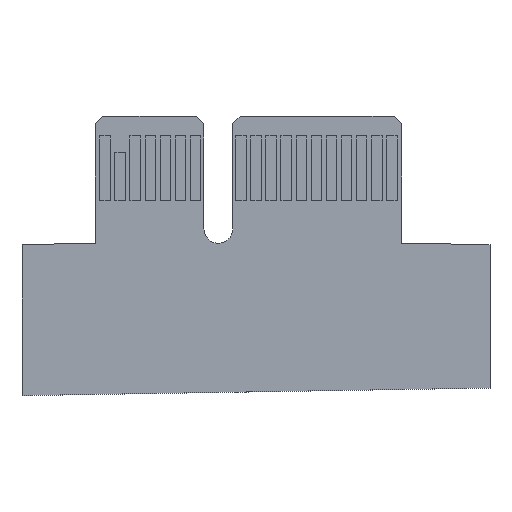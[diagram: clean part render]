
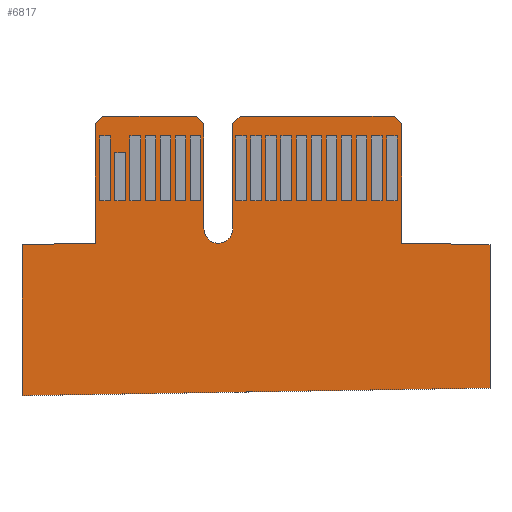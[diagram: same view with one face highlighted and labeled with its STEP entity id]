
A CAD part, top view. The second image highlights one B-rep face of the part: STEP entity #6817.
In plain terms, the highlighted planar face has unit normal (0, 0, 1).
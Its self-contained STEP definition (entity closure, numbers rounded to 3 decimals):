
#6270 = VERTEX_POINT('',#6271);
#6271 = CARTESIAN_POINT('',(72.05,-42.,1.6));
#6277 = EDGE_CURVE('',#6270,#6278,#6280,.T.);
#6278 = VERTEX_POINT('',#6279);
#6279 = CARTESIAN_POINT('',(72.05,-48.95,1.6));
#6280 = LINE('',#6281,#6282);
#6281 = CARTESIAN_POINT('',(72.05,-42.,1.6));
#6282 = VECTOR('',#6283,1.);
#6283 = DIRECTION('',(0.,-1.,0.));
#6308 = EDGE_CURVE('',#6278,#6309,#6311,.T.);
#6309 = VERTEX_POINT('',#6310);
#6310 = CARTESIAN_POINT('',(73.947,-49.05,1.6));
#6311 = CIRCLE('',#6312,0.951);
#6312 = AXIS2_PLACEMENT_3D('',#6313,#6314,#6315);
#6313 = CARTESIAN_POINT('',(73.001,-48.951,1.6));
#6314 = DIRECTION('',(0.,0.,1.));
#6315 = DIRECTION('',(-1.,0.002,-0.));
#6341 = EDGE_CURVE('',#6309,#6342,#6344,.T.);
#6342 = VERTEX_POINT('',#6343);
#6343 = CARTESIAN_POINT('',(73.95,-48.95,1.6));
#6344 = LINE('',#6345,#6346);
#6345 = CARTESIAN_POINT('',(73.947,-49.05,1.6));
#6346 = VECTOR('',#6347,1.);
#6347 = DIRECTION('',(0.026,1.,0.));
#6372 = EDGE_CURVE('',#6342,#6373,#6375,.T.);
#6373 = VERTEX_POINT('',#6374);
#6374 = CARTESIAN_POINT('',(73.95,-42.,1.6));
#6375 = LINE('',#6376,#6377);
#6376 = CARTESIAN_POINT('',(73.95,-48.95,1.6));
#6377 = VECTOR('',#6378,1.);
#6378 = DIRECTION('',(0.,1.,0.));
#6403 = EDGE_CURVE('',#6373,#6404,#6406,.T.);
#6404 = VERTEX_POINT('',#6405);
#6405 = CARTESIAN_POINT('',(74.45,-41.5,1.6));
#6406 = LINE('',#6407,#6408);
#6407 = CARTESIAN_POINT('',(73.95,-42.,1.6));
#6408 = VECTOR('',#6409,1.);
#6409 = DIRECTION('',(0.707,0.707,0.));
#6434 = EDGE_CURVE('',#6404,#6435,#6437,.T.);
#6435 = VERTEX_POINT('',#6436);
#6436 = CARTESIAN_POINT('',(84.65,-41.5,1.6));
#6437 = LINE('',#6438,#6439);
#6438 = CARTESIAN_POINT('',(74.45,-41.5,1.6));
#6439 = VECTOR('',#6440,1.);
#6440 = DIRECTION('',(1.,0.,0.));
#6465 = EDGE_CURVE('',#6435,#6466,#6468,.T.);
#6466 = VERTEX_POINT('',#6467);
#6467 = CARTESIAN_POINT('',(85.15,-42.,1.6));
#6468 = LINE('',#6469,#6470);
#6469 = CARTESIAN_POINT('',(84.65,-41.5,1.6));
#6470 = VECTOR('',#6471,1.);
#6471 = DIRECTION('',(0.707,-0.707,0.));
#6496 = EDGE_CURVE('',#6466,#6497,#6499,.T.);
#6497 = VERTEX_POINT('',#6498);
#6498 = CARTESIAN_POINT('',(85.15,-49.9,1.6));
#6499 = LINE('',#6500,#6501);
#6500 = CARTESIAN_POINT('',(85.15,-42.,1.6));
#6501 = VECTOR('',#6502,1.);
#6502 = DIRECTION('',(0.,-1.,0.));
#6527 = EDGE_CURVE('',#6497,#6528,#6530,.T.);
#6528 = VERTEX_POINT('',#6529);
#6529 = CARTESIAN_POINT('',(91.,-50.,1.6));
#6530 = LINE('',#6531,#6532);
#6531 = CARTESIAN_POINT('',(85.15,-49.9,1.6));
#6532 = VECTOR('',#6533,1.);
#6533 = DIRECTION('',(1.,-0.017,0.));
#6558 = EDGE_CURVE('',#6528,#6559,#6561,.T.);
#6559 = VERTEX_POINT('',#6560);
#6560 = CARTESIAN_POINT('',(91.,-59.5,1.6));
#6561 = LINE('',#6562,#6563);
#6562 = CARTESIAN_POINT('',(91.,-50.,1.6));
#6563 = VECTOR('',#6564,1.);
#6564 = DIRECTION('',(0.,-1.,0.));
#6589 = EDGE_CURVE('',#6559,#6590,#6592,.T.);
#6590 = VERTEX_POINT('',#6591);
#6591 = CARTESIAN_POINT('',(60.,-60.,1.6));
#6592 = LINE('',#6593,#6594);
#6593 = CARTESIAN_POINT('',(91.,-59.5,1.6));
#6594 = VECTOR('',#6595,1.);
#6595 = DIRECTION('',(-1.,-0.016,0.));
#6620 = EDGE_CURVE('',#6590,#6621,#6623,.T.);
#6621 = VERTEX_POINT('',#6622);
#6622 = CARTESIAN_POINT('',(60.,-50.,1.6));
#6623 = LINE('',#6624,#6625);
#6624 = CARTESIAN_POINT('',(60.,-60.,1.6));
#6625 = VECTOR('',#6626,1.);
#6626 = DIRECTION('',(0.,1.,0.));
#6651 = EDGE_CURVE('',#6621,#6652,#6654,.T.);
#6652 = VERTEX_POINT('',#6653);
#6653 = CARTESIAN_POINT('',(64.85,-49.9,1.6));
#6654 = LINE('',#6655,#6656);
#6655 = CARTESIAN_POINT('',(60.,-50.,1.6));
#6656 = VECTOR('',#6657,1.);
#6657 = DIRECTION('',(1.,0.021,0.));
#6682 = EDGE_CURVE('',#6652,#6683,#6685,.T.);
#6683 = VERTEX_POINT('',#6684);
#6684 = CARTESIAN_POINT('',(64.85,-42.,1.6));
#6685 = LINE('',#6686,#6687);
#6686 = CARTESIAN_POINT('',(64.85,-49.9,1.6));
#6687 = VECTOR('',#6688,1.);
#6688 = DIRECTION('',(0.,1.,0.));
#6713 = EDGE_CURVE('',#6683,#6714,#6716,.T.);
#6714 = VERTEX_POINT('',#6715);
#6715 = CARTESIAN_POINT('',(65.35,-41.5,1.6));
#6716 = LINE('',#6717,#6718);
#6717 = CARTESIAN_POINT('',(64.85,-42.,1.6));
#6718 = VECTOR('',#6719,1.);
#6719 = DIRECTION('',(0.707,0.707,0.));
#6744 = EDGE_CURVE('',#6714,#6745,#6747,.T.);
#6745 = VERTEX_POINT('',#6746);
#6746 = CARTESIAN_POINT('',(71.55,-41.5,1.6));
#6747 = LINE('',#6748,#6749);
#6748 = CARTESIAN_POINT('',(65.35,-41.5,1.6));
#6749 = VECTOR('',#6750,1.);
#6750 = DIRECTION('',(1.,0.,0.));
#6775 = EDGE_CURVE('',#6745,#6270,#6776,.T.);
#6776 = LINE('',#6777,#6778);
#6777 = CARTESIAN_POINT('',(71.55,-41.5,1.6));
#6778 = VECTOR('',#6779,1.);
#6779 = DIRECTION('',(0.707,-0.707,0.));
#6817 = ADVANCED_FACE('',(#6818),#6837,.T.);
#6818 = FACE_BOUND('',#6819,.F.);
#6819 = EDGE_LOOP('',(#6820,#6821,#6822,#6823,#6824,#6825,#6826,#6827,
    #6828,#6829,#6830,#6831,#6832,#6833,#6834,#6835,#6836));
#6820 = ORIENTED_EDGE('',*,*,#6277,.T.);
#6821 = ORIENTED_EDGE('',*,*,#6308,.T.);
#6822 = ORIENTED_EDGE('',*,*,#6341,.T.);
#6823 = ORIENTED_EDGE('',*,*,#6372,.T.);
#6824 = ORIENTED_EDGE('',*,*,#6403,.T.);
#6825 = ORIENTED_EDGE('',*,*,#6434,.T.);
#6826 = ORIENTED_EDGE('',*,*,#6465,.T.);
#6827 = ORIENTED_EDGE('',*,*,#6496,.T.);
#6828 = ORIENTED_EDGE('',*,*,#6527,.T.);
#6829 = ORIENTED_EDGE('',*,*,#6558,.T.);
#6830 = ORIENTED_EDGE('',*,*,#6589,.T.);
#6831 = ORIENTED_EDGE('',*,*,#6620,.T.);
#6832 = ORIENTED_EDGE('',*,*,#6651,.T.);
#6833 = ORIENTED_EDGE('',*,*,#6682,.T.);
#6834 = ORIENTED_EDGE('',*,*,#6713,.T.);
#6835 = ORIENTED_EDGE('',*,*,#6744,.T.);
#6836 = ORIENTED_EDGE('',*,*,#6775,.T.);
#6837 = PLANE('',#6838);
#6838 = AXIS2_PLACEMENT_3D('',#6839,#6840,#6841);
#6839 = CARTESIAN_POINT('',(0.,0.,1.6));
#6840 = DIRECTION('',(0.,0.,1.));
#6841 = DIRECTION('',(1.,0.,-0.));
